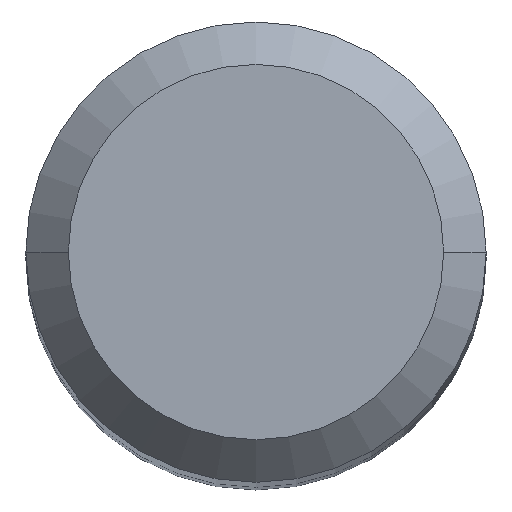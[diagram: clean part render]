
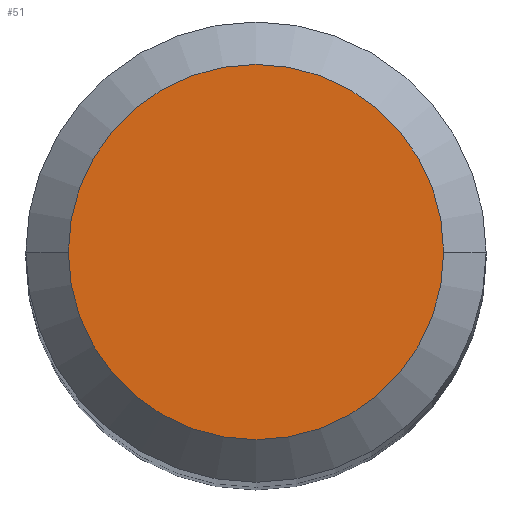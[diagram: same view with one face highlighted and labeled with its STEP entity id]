
A CAD part, top view. The second image highlights one B-rep face of the part: STEP entity #51.
In plain terms, the highlighted planar face has unit normal (0, 0, 1).
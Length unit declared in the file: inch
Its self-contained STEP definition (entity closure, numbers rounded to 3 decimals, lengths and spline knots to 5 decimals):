
#4 = VERTEX_POINT ( 'NONE', #101 ) ;
#17 = DIRECTION ( 'NONE',  ( -1., 0., 0. ) ) ;
#23 = FACE_OUTER_BOUND ( 'NONE', #243, .T. ) ;
#51 = ADVANCED_FACE ( 'NONE', ( #23 ), #77, .F. ) ;
#75 = CARTESIAN_POINT ( 'NONE',  ( 0., 0., 0. ) ) ;
#77 = PLANE ( 'NONE',  #111 ) ;
#86 = DIRECTION ( 'NONE',  ( 1., 0., 0. ) ) ;
#98 = AXIS2_PLACEMENT_3D ( 'NONE', #75, #168, #386 ) ;
#101 = CARTESIAN_POINT ( 'NONE',  ( 0.13805, 0., 0. ) ) ;
#106 = EDGE_CURVE ( 'NONE', #265, #4, #248, .T. ) ;
#111 = AXIS2_PLACEMENT_3D ( 'NONE', #171, #225, #17 ) ;
#123 = ORIENTED_EDGE ( 'NONE', *, *, #173, .T. ) ;
#168 = DIRECTION ( 'NONE',  ( 0., 0., 1. ) ) ;
#171 = CARTESIAN_POINT ( 'NONE',  ( 0., 0., 0. ) ) ;
#173 = EDGE_CURVE ( 'NONE', #4, #265, #340, .T. ) ;
#220 = CARTESIAN_POINT ( 'NONE',  ( -0.13805, 0., 0. ) ) ;
#225 = DIRECTION ( 'NONE',  ( 0., 0., -1. ) ) ;
#237 = DIRECTION ( 'NONE',  ( 0., 0., 1. ) ) ;
#242 = CARTESIAN_POINT ( 'NONE',  ( 0., 0., 0. ) ) ;
#243 = EDGE_LOOP ( 'NONE', ( #268, #123 ) ) ;
#248 = CIRCLE ( 'NONE', #98, 0.13805 ) ;
#260 = AXIS2_PLACEMENT_3D ( 'NONE', #242, #237, #86 ) ;
#265 = VERTEX_POINT ( 'NONE', #220 ) ;
#268 = ORIENTED_EDGE ( 'NONE', *, *, #106, .T. ) ;
#340 = CIRCLE ( 'NONE', #260, 0.13805 ) ;
#386 = DIRECTION ( 'NONE',  ( 1., 0., 0. ) ) ;
